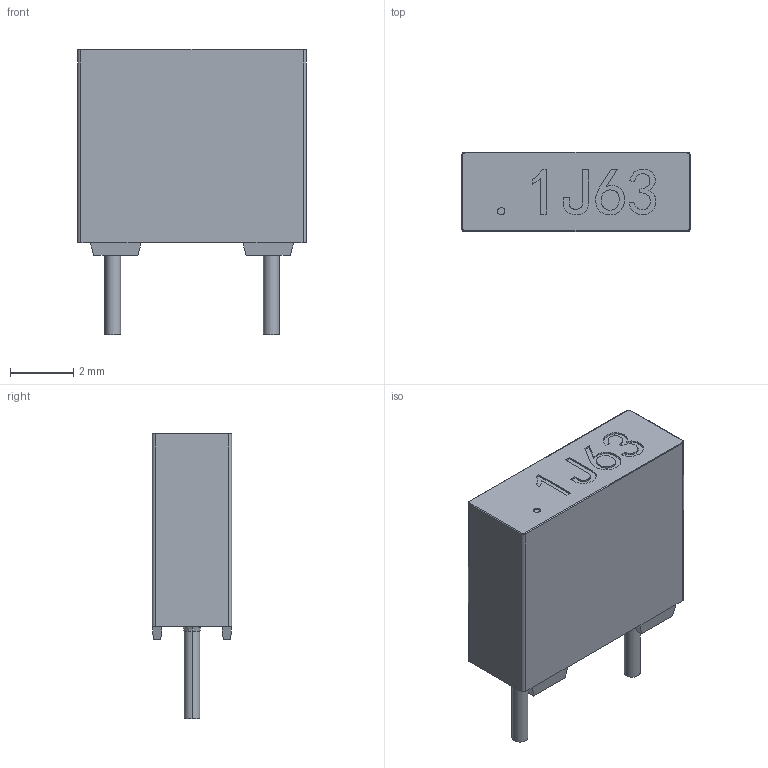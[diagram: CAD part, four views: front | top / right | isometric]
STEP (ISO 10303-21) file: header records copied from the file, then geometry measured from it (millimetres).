
FILE_DESCRIPTION (( 'STEP AP214' ), '1' );
FILE_NAME ('User Library-Film Capacitor 7.2x2.5x6.5mm.STEP', '2020-05-12T01:33:50', ( '' ), ( '' ), 'SwSTEP 2.0', 'SolidWorks 2019', '' );
FILE_SCHEMA (( 'AUTOMOTIVE_DESIGN' ));
Length unit declared in the file: millimetre
Products named in the file (1): User Library-Film Capacitor 7.2x2.5x6.5mm
Bounding box: 7.2 x 2.5 x 9 mm (x, y, z)
Volume: 110.3 mm3; surface area: 169.4 mm2
Topology: 1 solids, 1 shells, 151 faces, 387 edges, 242 vertices
Faces by surface type: bspline 72, plane 59, cylinder 20
Entity records: 5797 total; most frequent: CARTESIAN_POINT 1852, ORIENTED_EDGE 766, DIRECTION 443, EDGE_CURVE 383, VERTEX_POINT 242, LINE 211, VECTOR 211, EDGE_LOOP 159
